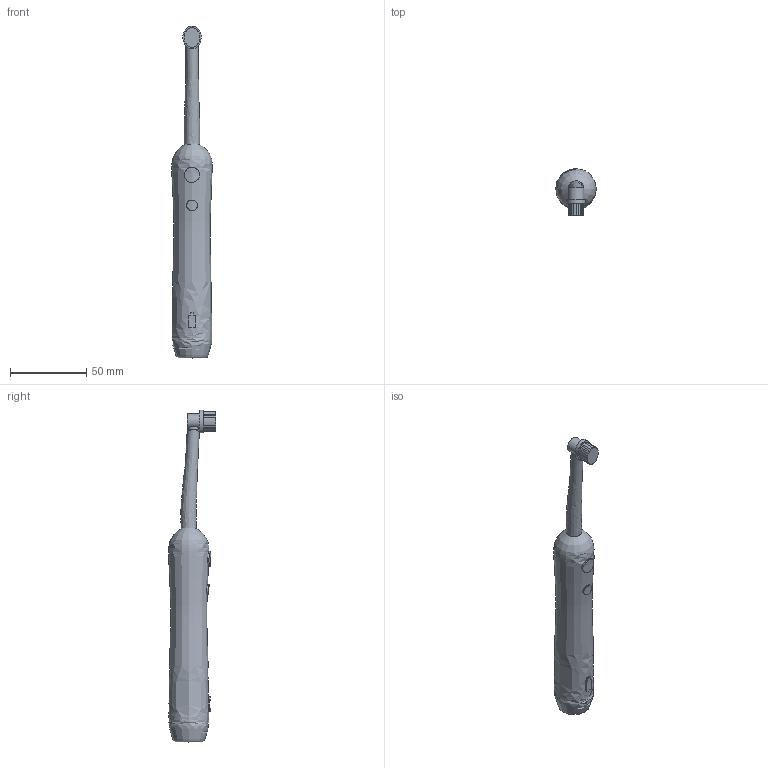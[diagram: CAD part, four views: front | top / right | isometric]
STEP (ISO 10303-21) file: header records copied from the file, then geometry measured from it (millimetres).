
FILE_DESCRIPTION ((), '1');
FILE_NAME ('g962766', '2013-10-29T11:53:35', ('Unknown'), ('Unknown'), 'HarmonyWare STEP v1.9.13', 'HarmonyWare Translators', '');
FILE_SCHEMA (('CONFIG_CONTROL_DESIGN'));
Length unit declared in the file: millimetre
Products named in the file (22): NONE; Document: brep_1
Assembly tree (21 placements, depth 2):
  NONE
    NONE
    NONE
    NONE
    NONE
    NONE
    NONE
    NONE
    NONE
    NONE
    NONE
    NONE
    NONE
    Document: brep_1
    NONE
    NONE
    NONE
    NONE
    NONE
    NONE
    NONE
    NONE
Bounding box: 26.54 x 30.79 x 217.5 mm (x, y, z)
Volume: 16336.5 mm3; surface area: 26592.2 mm2
Topology: 12 solids, 12 shells, 150 faces, 331 edges, 224 vertices
Faces by surface type: bspline 150
Entity records: 9983 total; most frequent: CARTESIAN_POINT 4326, ORIENTED_EDGE 632, DIRECTION 440, EDGE_CURVE 316, PERSON 218, ORGANIZATION 218, PERSON_AND_ORGANIZATION 218, VERTEX_POINT 206
